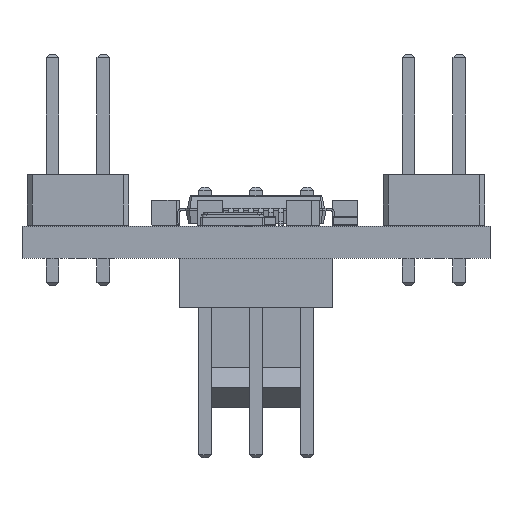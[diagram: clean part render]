
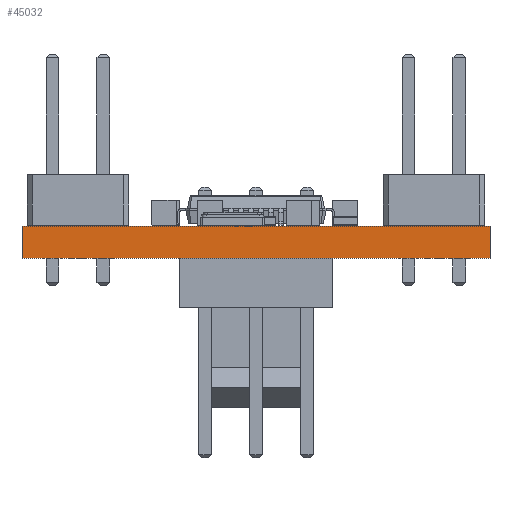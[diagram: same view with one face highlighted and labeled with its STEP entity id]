
A CAD part, front view. The second image highlights one B-rep face of the part: STEP entity #45032.
In plain terms, the highlighted planar face has unit normal (0, -1, 0).
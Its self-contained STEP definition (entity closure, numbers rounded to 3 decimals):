
#45032 = ADVANCED_FACE('',(#45033),#45067,.T.);
#45033 = FACE_BOUND('',#45034,.T.);
#45034 = EDGE_LOOP('',(#45035,#45045,#45053,#45061));
#45035 = ORIENTED_EDGE('',*,*,#45036,.T.);
#45036 = EDGE_CURVE('',#45037,#45039,#45041,.T.);
#45037 = VERTEX_POINT('',#45038);
#45038 = CARTESIAN_POINT('',(11.684,-15.494,0.));
#45039 = VERTEX_POINT('',#45040);
#45040 = CARTESIAN_POINT('',(11.684,-15.494,1.6));
#45041 = LINE('',#45042,#45043);
#45042 = CARTESIAN_POINT('',(11.684,-15.494,0.));
#45043 = VECTOR('',#45044,1.);
#45044 = DIRECTION('',(0.,0.,1.));
#45045 = ORIENTED_EDGE('',*,*,#45046,.T.);
#45046 = EDGE_CURVE('',#45039,#45047,#45049,.T.);
#45047 = VERTEX_POINT('',#45048);
#45048 = CARTESIAN_POINT('',(-11.684,-15.494,1.6));
#45049 = LINE('',#45050,#45051);
#45050 = CARTESIAN_POINT('',(11.684,-15.494,1.6));
#45051 = VECTOR('',#45052,1.);
#45052 = DIRECTION('',(-1.,0.,0.));
#45053 = ORIENTED_EDGE('',*,*,#45054,.F.);
#45054 = EDGE_CURVE('',#45055,#45047,#45057,.T.);
#45055 = VERTEX_POINT('',#45056);
#45056 = CARTESIAN_POINT('',(-11.684,-15.494,0.));
#45057 = LINE('',#45058,#45059);
#45058 = CARTESIAN_POINT('',(-11.684,-15.494,0.));
#45059 = VECTOR('',#45060,1.);
#45060 = DIRECTION('',(0.,0.,1.));
#45061 = ORIENTED_EDGE('',*,*,#45062,.F.);
#45062 = EDGE_CURVE('',#45037,#45055,#45063,.T.);
#45063 = LINE('',#45064,#45065);
#45064 = CARTESIAN_POINT('',(11.684,-15.494,0.));
#45065 = VECTOR('',#45066,1.);
#45066 = DIRECTION('',(-1.,0.,0.));
#45067 = PLANE('',#45068);
#45068 = AXIS2_PLACEMENT_3D('',#45069,#45070,#45071);
#45069 = CARTESIAN_POINT('',(11.684,-15.494,0.));
#45070 = DIRECTION('',(0.,-1.,0.));
#45071 = DIRECTION('',(-1.,0.,0.));
